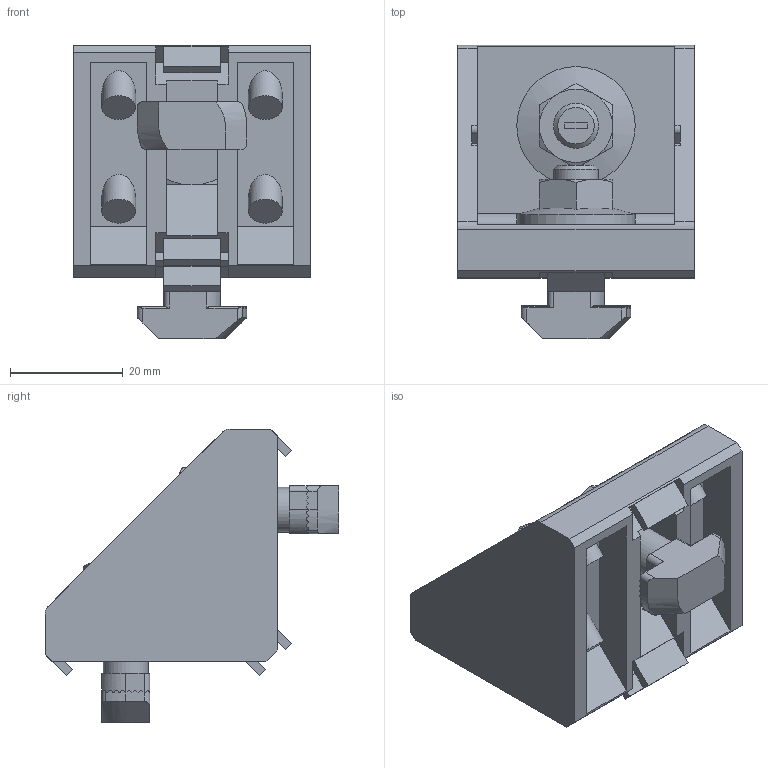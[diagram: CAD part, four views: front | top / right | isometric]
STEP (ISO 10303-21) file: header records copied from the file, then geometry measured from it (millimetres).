
FILE_DESCRIPTION(('FreeCAD Model'),'2;1');
FILE_NAME('Open CASCADE Shape Model','2024-03-19T16:46:30',(''),(''), 'Open CASCADE STEP processor 7.6','FreeCAD','Unknown');
FILE_SCHEMA(('AUTOMOTIVE_DESIGN { 1 0 10303 214 1 1 1 1 }'));
Length unit declared in the file: millimetre
Products named in the file (4): STB10-KE4545; _093W421N10S09-1; _093W421N10S09-3; _093W421N10S09-4
Assembly tree (5 placements, depth 2):
  STB10-KE4545
    _093W421N10S09-1
    _093W421N10S09-3  x2
    _093W421N10S09-4  x2
Bounding box: 42 x 52.1 x 52.1 mm (x, y, z)
Volume: 27080.3 mm3; surface area: 18399.7 mm2
Topology: 5 solids, 5 shells, 298 faces, 792 edges, 522 vertices
Faces by surface type: plane 203, cylinder 75, cone 14, bspline 4, sphere 2
Full cylindrical faces by diameter (mm): 6 x8, 6.647 x2, 8 x2, 21 x2
Entity records: 16214 total; most frequent: CARTESIAN_POINT 5361, DIRECTION 1943, LINE 1168, VECTOR 1168, ORIENTED_EDGE 1084, PCURVE 1084, DEFINITIONAL_REPRESENTATION 1084, EDGE_CURVE 542
